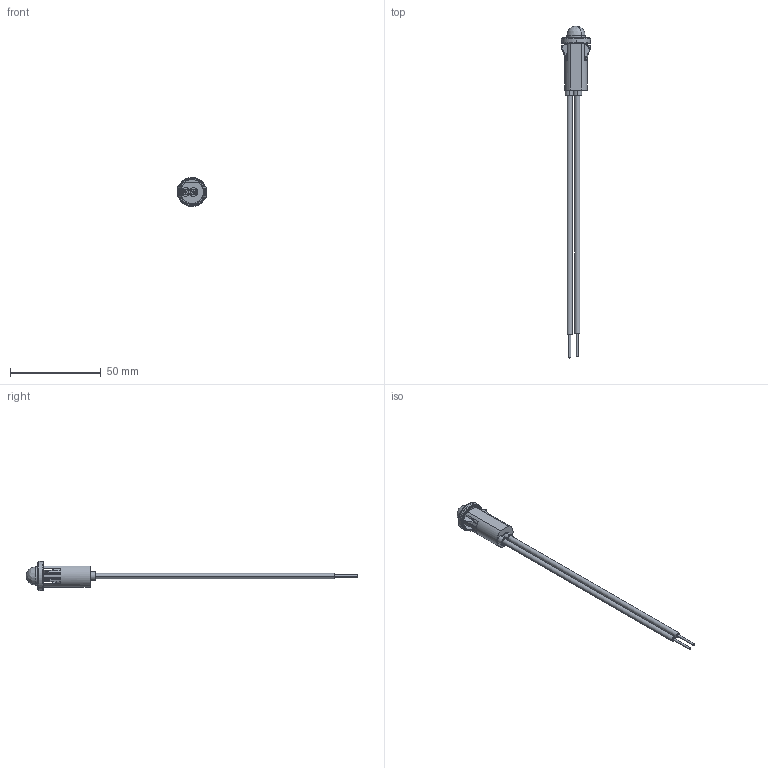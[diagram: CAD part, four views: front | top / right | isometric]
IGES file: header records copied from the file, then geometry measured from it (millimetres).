
Start section: SolidWorks IGES file using analytic representation for surfaces
Global section: file name: 1092MX-XXV.IGS; native system: SolidWorks 2016; preprocessor: SolidWorks 2016; author: chwang; date: 180410.161718; units: millimetre
Bounding box: 16.28 x 183.04 x 15.99 mm (x, y, z)
Surface area: 7406.8 mm2 (no closed solid volume)
Topology: 0 solids, 0 shells, 477 faces, 4574 edges, 4559 vertices
Faces by surface type: bspline 256, revolution 221
